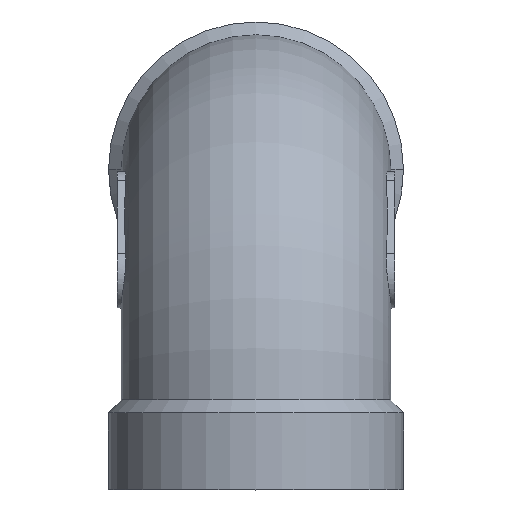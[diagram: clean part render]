
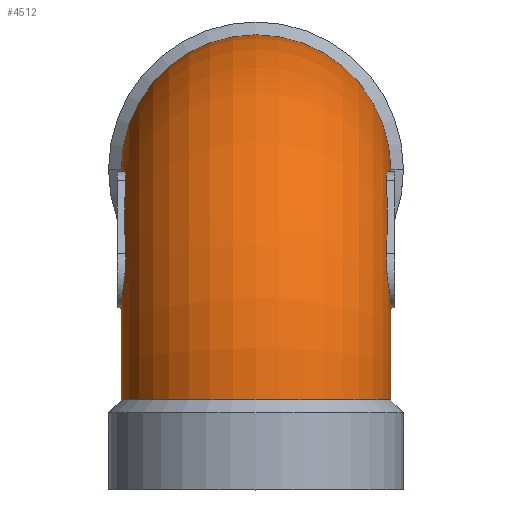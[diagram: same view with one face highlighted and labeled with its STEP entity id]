
A CAD part, top view. The second image highlights one B-rep face of the part: STEP entity #4512.
In plain terms, the highlighted toroidal (fillet/blend) face has major radius 18 mm and minor radius 10.5 mm.
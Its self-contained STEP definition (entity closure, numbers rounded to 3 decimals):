
#4303=CARTESIAN_POINT('Vertex',(-10.5,-18.,25.)) ;
#4347=CARTESIAN_POINT('Vertex',(10.5,-18.,25.)) ;
#4372=CARTESIAN_POINT('Axis2P3D Location',(0.,-18.,25.)) ;
#4384=CARTESIAN_POINT('Axis2P3D Location',(0.,-18.,7.)) ;
#4389=CARTESIAN_POINT('Axis2P3D Location',(10.5,-18.,7.)) ;
#4393=CARTESIAN_POINT('Vertex',(10.5,0.,7.)) ;
#4395=CARTESIAN_POINT('Vertex',(10.5,-1.625,14.475)) ;
#4398=CARTESIAN_POINT('Axis2P3D Location',(0.,0.,7.)) ;
#4402=CARTESIAN_POINT('Vertex',(-10.5,0.,7.)) ;
#4405=CARTESIAN_POINT('Axis2P3D Location',(-10.5,-18.,7.)) ;
#4409=CARTESIAN_POINT('Vertex',(-10.5,-1.625,14.475)) ;
#4413=CARTESIAN_POINT('Control Point',(-10.171,-0.905,18.512)) ;
#4414=CARTESIAN_POINT('Control Point',(-10.156,-0.694,18.301)) ;
#4415=CARTESIAN_POINT('Control Point',(-10.151,-0.513,18.056)) ;
#4416=CARTESIAN_POINT('Control Point',(-10.157,-0.37,17.785)) ;
#4417=CARTESIAN_POINT('Control Point',(-10.194,-0.147,17.137)) ;
#4418=CARTESIAN_POINT('Control Point',(-10.269,-0.148,16.465)) ;
#4419=CARTESIAN_POINT('Control Point',(-10.318,-0.217,16.102)) ;
#4420=CARTESIAN_POINT('Control Point',(-10.404,-0.456,15.477)) ;
#4421=CARTESIAN_POINT('Control Point',(-10.468,-0.874,14.97)) ;
#4422=CARTESIAN_POINT('Control Point',(-10.489,-1.1,14.766)) ;
#4423=CARTESIAN_POINT('Control Point',(-10.5,-1.353,14.6)) ;
#4424=CARTESIAN_POINT('Control Point',(-10.5,-1.625,14.475)) ;
#4425=CARTESIAN_POINT('Vertex',(-10.171,-0.905,18.512)) ;
#4429=CARTESIAN_POINT('Control Point',(-10.165,-6.562,24.169)) ;
#4430=CARTESIAN_POINT('Control Point',(-10.267,-5.142,22.749)) ;
#4431=CARTESIAN_POINT('Control Point',(-10.282,-3.734,21.34)) ;
#4432=CARTESIAN_POINT('Control Point',(-10.269,-2.325,19.932)) ;
#4433=CARTESIAN_POINT('Control Point',(-10.171,-0.905,18.512)) ;
#4434=CARTESIAN_POINT('Vertex',(-10.165,-6.562,24.169)) ;
#4438=CARTESIAN_POINT('Control Point',(-10.165,-6.562,24.169)) ;
#4439=CARTESIAN_POINT('Control Point',(-10.15,-6.775,24.382)) ;
#4440=CARTESIAN_POINT('Control Point',(-10.144,-7.022,24.565)) ;
#4441=CARTESIAN_POINT('Control Point',(-10.15,-7.296,24.708)) ;
#4442=CARTESIAN_POINT('Control Point',(-10.188,-7.949,24.93)) ;
#4443=CARTESIAN_POINT('Control Point',(-10.264,-8.624,24.925)) ;
#4444=CARTESIAN_POINT('Control Point',(-10.313,-8.988,24.853)) ;
#4445=CARTESIAN_POINT('Control Point',(-10.402,-9.616,24.608)) ;
#4446=CARTESIAN_POINT('Control Point',(-10.467,-10.123,24.183)) ;
#4447=CARTESIAN_POINT('Control Point',(-10.489,-10.327,23.951)) ;
#4448=CARTESIAN_POINT('Control Point',(-10.5,-10.492,23.693)) ;
#4449=CARTESIAN_POINT('Control Point',(-10.5,-10.615,23.415)) ;
#4450=CARTESIAN_POINT('Vertex',(-10.5,-10.615,23.415)) ;
#4453=CARTESIAN_POINT('Axis2P3D Location',(-10.5,-18.,7.)) ;
#4458=CARTESIAN_POINT('Axis2P3D Location',(10.5,-18.,7.)) ;
#4462=CARTESIAN_POINT('Vertex',(10.5,-10.615,23.415)) ;
#4466=CARTESIAN_POINT('Control Point',(10.165,-6.562,24.169)) ;
#4467=CARTESIAN_POINT('Control Point',(10.141,-6.902,24.508)) ;
#4468=CARTESIAN_POINT('Control Point',(10.141,-7.326,24.77)) ;
#4469=CARTESIAN_POINT('Control Point',(10.174,-7.808,24.916)) ;
#4470=CARTESIAN_POINT('Control Point',(10.283,-8.813,24.973)) ;
#4471=CARTESIAN_POINT('Control Point',(10.414,-9.708,24.576)) ;
#4472=CARTESIAN_POINT('Control Point',(10.471,-10.108,24.263)) ;
#4473=CARTESIAN_POINT('Control Point',(10.5,-10.416,23.863)) ;
#4474=CARTESIAN_POINT('Control Point',(10.5,-10.615,23.415)) ;
#4475=CARTESIAN_POINT('Vertex',(10.165,-6.562,24.169)) ;
#4479=CARTESIAN_POINT('Control Point',(10.165,-6.562,24.169)) ;
#4480=CARTESIAN_POINT('Control Point',(10.267,-5.144,22.751)) ;
#4481=CARTESIAN_POINT('Control Point',(10.282,-3.734,21.34)) ;
#4482=CARTESIAN_POINT('Control Point',(10.269,-2.324,19.93)) ;
#4483=CARTESIAN_POINT('Control Point',(10.171,-0.905,18.512)) ;
#4484=CARTESIAN_POINT('Vertex',(10.171,-0.905,18.512)) ;
#4488=CARTESIAN_POINT('Control Point',(10.171,-0.905,18.512)) ;
#4489=CARTESIAN_POINT('Control Point',(10.147,-0.566,18.173)) ;
#4490=CARTESIAN_POINT('Control Point',(10.148,-0.305,17.748)) ;
#4491=CARTESIAN_POINT('Control Point',(10.181,-0.158,17.267)) ;
#4492=CARTESIAN_POINT('Control Point',(10.289,-0.102,16.27)) ;
#4493=CARTESIAN_POINT('Control Point',(10.417,-0.492,15.381)) ;
#4494=CARTESIAN_POINT('Control Point',(10.472,-0.797,14.985)) ;
#4495=CARTESIAN_POINT('Control Point',(10.5,-1.187,14.677)) ;
#4496=CARTESIAN_POINT('Control Point',(10.5,-1.625,14.475)) ;
#4373=DIRECTION('Axis2P3D Direction',(0.,-1.,0.)) ;
#4385=DIRECTION('Axis2P3D Direction',(1.,0.,0.)) ;
#4386=DIRECTION('Axis2P3D XDirection',(0.,1.,0.)) ;
#4390=DIRECTION('Axis2P3D Direction',(1.,0.,0.)) ;
#4399=DIRECTION('Axis2P3D Direction',(0.,0.,-1.)) ;
#4406=DIRECTION('Axis2P3D Direction',(1.,0.,0.)) ;
#4454=DIRECTION('Axis2P3D Direction',(1.,0.,0.)) ;
#4459=DIRECTION('Axis2P3D Direction',(1.,0.,0.)) ;
#4374=AXIS2_PLACEMENT_3D('Circle Axis2P3D',#4372,#4373,$) ;
#4387=AXIS2_PLACEMENT_3D('Torus Axis2P3D',#4384,#4385,#4386) ;
#4391=AXIS2_PLACEMENT_3D('Circle Axis2P3D',#4389,#4390,$) ;
#4400=AXIS2_PLACEMENT_3D('Circle Axis2P3D',#4398,#4399,$) ;
#4407=AXIS2_PLACEMENT_3D('Circle Axis2P3D',#4405,#4406,$) ;
#4455=AXIS2_PLACEMENT_3D('Circle Axis2P3D',#4453,#4454,$) ;
#4460=AXIS2_PLACEMENT_3D('Circle Axis2P3D',#4458,#4459,$) ;
#4499=ORIENTED_EDGE('',*,*,#4397,.F.) ;
#4500=ORIENTED_EDGE('',*,*,#4404,.F.) ;
#4501=ORIENTED_EDGE('',*,*,#4411,.T.) ;
#4502=ORIENTED_EDGE('',*,*,#4427,.F.) ;
#4503=ORIENTED_EDGE('',*,*,#4436,.F.) ;
#4504=ORIENTED_EDGE('',*,*,#4452,.T.) ;
#4505=ORIENTED_EDGE('',*,*,#4457,.T.) ;
#4506=ORIENTED_EDGE('',*,*,#4376,.F.) ;
#4507=ORIENTED_EDGE('',*,*,#4464,.F.) ;
#4508=ORIENTED_EDGE('',*,*,#4477,.F.) ;
#4509=ORIENTED_EDGE('',*,*,#4486,.T.) ;
#4510=ORIENTED_EDGE('',*,*,#4497,.T.) ;
#4512=ADVANCED_FACE('Corps principal',(#4511),#4388,.T.) ;
#4412=B_SPLINE_CURVE_WITH_KNOTS('',5,(#4413,#4414,#4415,#4416,#4417,#4418,#4419,#4420,#4421,#4422,#4423,#4424),.UNSPECIFIED.,.F.,.U.,(6,3,3,6),(0.,2.387,5.413,8.007),.UNSPECIFIED.) ;
#4428=B_SPLINE_CURVE_WITH_KNOTS('',4,(#4429,#4430,#4431,#4432,#4433),.UNSPECIFIED.,.F.,.U.,(5,5),(0.,12.827),.UNSPECIFIED.) ;
#4437=B_SPLINE_CURVE_WITH_KNOTS('',5,(#4438,#4439,#4440,#4441,#4442,#4443,#4444,#4445,#4446,#4447,#4448,#4449),.UNSPECIFIED.,.F.,.U.,(6,3,3,6),(0.,2.405,5.439,8.067),.UNSPECIFIED.) ;
#4465=B_SPLINE_CURVE_WITH_KNOTS('',5,(#4466,#4467,#4468,#4469,#4470,#4471,#4472,#4473,#4474),.UNSPECIFIED.,.F.,.U.,(6,3,6),(0.,3.197,6.663),.UNSPECIFIED.) ;
#4478=B_SPLINE_CURVE_WITH_KNOTS('',4,(#4479,#4480,#4481,#4482,#4483),.UNSPECIFIED.,.F.,.U.,(5,5),(0.,10.692),.UNSPECIFIED.) ;
#4487=B_SPLINE_CURVE_WITH_KNOTS('',5,(#4488,#4489,#4490,#4491,#4492,#4493,#4494,#4495,#4496),.UNSPECIFIED.,.F.,.U.,(6,3,6),(0.,3.198,6.612),.UNSPECIFIED.) ;
#4375=CIRCLE('generated circle',#4374,10.5) ;
#4392=CIRCLE('generated circle',#4391,18.) ;
#4401=CIRCLE('generated circle',#4400,10.5) ;
#4408=CIRCLE('generated circle',#4407,18.) ;
#4456=CIRCLE('generated circle',#4455,18.) ;
#4461=CIRCLE('generated circle',#4460,18.) ;
#4388=TOROIDAL_SURFACE('homeo Torus',#4387,18.,10.5) ;
#4376=EDGE_CURVE('',#4348,#4304,#4375,.T.) ;
#4397=EDGE_CURVE('',#4394,#4396,#4392,.T.) ;
#4404=EDGE_CURVE('',#4403,#4394,#4401,.T.) ;
#4411=EDGE_CURVE('',#4403,#4410,#4408,.T.) ;
#4427=EDGE_CURVE('',#4426,#4410,#4412,.T.) ;
#4436=EDGE_CURVE('',#4435,#4426,#4428,.T.) ;
#4452=EDGE_CURVE('',#4435,#4451,#4437,.T.) ;
#4457=EDGE_CURVE('',#4451,#4304,#4456,.T.) ;
#4464=EDGE_CURVE('',#4463,#4348,#4461,.T.) ;
#4477=EDGE_CURVE('',#4476,#4463,#4465,.T.) ;
#4486=EDGE_CURVE('',#4476,#4485,#4478,.T.) ;
#4497=EDGE_CURVE('',#4485,#4396,#4487,.T.) ;
#4498=EDGE_LOOP('',(#4499,#4500,#4501,#4502,#4503,#4504,#4505,#4506,#4507,#4508,#4509,#4510)) ;
#4511=FACE_OUTER_BOUND('',#4498,.T.) ;
#4304=VERTEX_POINT('',#4303) ;
#4348=VERTEX_POINT('',#4347) ;
#4394=VERTEX_POINT('',#4393) ;
#4396=VERTEX_POINT('',#4395) ;
#4403=VERTEX_POINT('',#4402) ;
#4410=VERTEX_POINT('',#4409) ;
#4426=VERTEX_POINT('',#4425) ;
#4435=VERTEX_POINT('',#4434) ;
#4451=VERTEX_POINT('',#4450) ;
#4463=VERTEX_POINT('',#4462) ;
#4476=VERTEX_POINT('',#4475) ;
#4485=VERTEX_POINT('',#4484) ;
